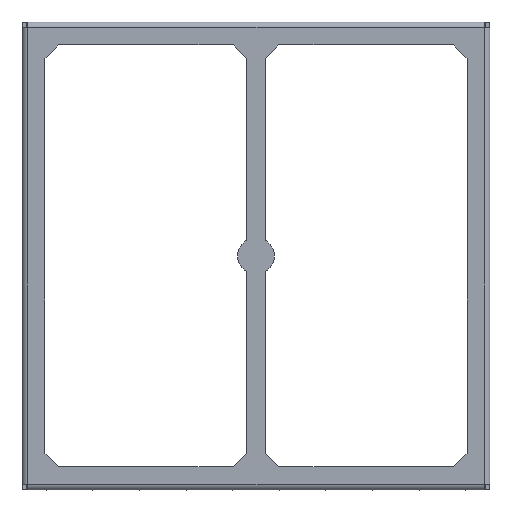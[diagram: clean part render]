
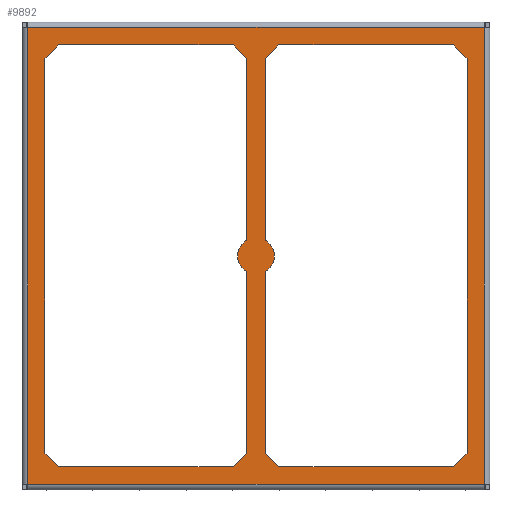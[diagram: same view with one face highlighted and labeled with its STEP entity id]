
A CAD part, top view. The second image highlights one B-rep face of the part: STEP entity #9892.
In plain terms, the highlighted planar face has unit normal (0, 0, 1).
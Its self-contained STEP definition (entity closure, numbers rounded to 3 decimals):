
#85=CIRCLE('',#10139,2.);
#109=CIRCLE('',#10182,2.);
#1842=ORIENTED_EDGE('',*,*,#3168,.F.);
#1843=ORIENTED_EDGE('',*,*,#3143,.T.);
#1844=ORIENTED_EDGE('',*,*,#3191,.F.);
#1845=ORIENTED_EDGE('',*,*,#3194,.T.);
#1846=ORIENTED_EDGE('',*,*,#3188,.F.);
#1847=ORIENTED_EDGE('',*,*,#3039,.F.);
#1848=ORIENTED_EDGE('',*,*,#3043,.F.);
#1849=ORIENTED_EDGE('',*,*,#3199,.T.);
#1850=ORIENTED_EDGE('',*,*,#3203,.F.);
#1851=ORIENTED_EDGE('',*,*,#3197,.T.);
#1852=ORIENTED_EDGE('',*,*,#3035,.F.);
#1853=ORIENTED_EDGE('',*,*,#3471,.T.);
#1854=ORIENTED_EDGE('',*,*,#3475,.F.);
#1855=ORIENTED_EDGE('',*,*,#3469,.T.);
#1856=ORIENTED_EDGE('',*,*,#3052,.F.);
#1857=ORIENTED_EDGE('',*,*,#2887,.T.);
#1858=ORIENTED_EDGE('',*,*,#2900,.F.);
#1859=ORIENTED_EDGE('',*,*,#3101,.T.);
#1860=ORIENTED_EDGE('',*,*,#3104,.F.);
#1861=ORIENTED_EDGE('',*,*,#3099,.F.);
#1862=ORIENTED_EDGE('',*,*,#3639,.T.);
#1863=ORIENTED_EDGE('',*,*,#3643,.T.);
#1864=ORIENTED_EDGE('',*,*,#3644,.T.);
#1865=ORIENTED_EDGE('',*,*,#3645,.T.);
#2887=EDGE_CURVE('',#3991,#3990,#4713,.T.);
#2900=EDGE_CURVE('',#4002,#3990,#4720,.T.);
#3035=EDGE_CURVE('',#4114,#4115,#4807,.T.);
#3039=EDGE_CURVE('',#4118,#4119,#85,.T.);
#3043=EDGE_CURVE('',#4121,#4118,#4813,.T.);
#3052=EDGE_CURVE('',#3991,#4129,#4820,.T.);
#3099=EDGE_CURVE('',#4115,#4163,#109,.T.);
#3101=EDGE_CURVE('',#4002,#4164,#4847,.T.);
#3104=EDGE_CURVE('',#4163,#4164,#4850,.T.);
#3143=EDGE_CURVE('',#4195,#4194,#4873,.T.);
#3168=EDGE_CURVE('',#4195,#4210,#4886,.T.);
#3188=EDGE_CURVE('',#4119,#4222,#4898,.T.);
#3191=EDGE_CURVE('',#4224,#4194,#4901,.T.);
#3194=EDGE_CURVE('',#4224,#4222,#4904,.T.);
#3197=EDGE_CURVE('',#4227,#4210,#4907,.T.);
#3199=EDGE_CURVE('',#4121,#4228,#4909,.T.);
#3203=EDGE_CURVE('',#4227,#4228,#4913,.T.);
#3469=EDGE_CURVE('',#4385,#4129,#5069,.T.);
#3471=EDGE_CURVE('',#4114,#4386,#5071,.T.);
#3475=EDGE_CURVE('',#4385,#4386,#5075,.T.);
#3639=EDGE_CURVE('',#4491,#4494,#5174,.T.);
#3643=EDGE_CURVE('',#4494,#4497,#5177,.T.);
#3644=EDGE_CURVE('',#4497,#4498,#5178,.T.);
#3645=EDGE_CURVE('',#4498,#4491,#5179,.T.);
#3990=VERTEX_POINT('',#13167);
#3991=VERTEX_POINT('',#13169);
#4002=VERTEX_POINT('',#13197);
#4114=VERTEX_POINT('',#13482);
#4115=VERTEX_POINT('',#13484);
#4118=VERTEX_POINT('',#13491);
#4119=VERTEX_POINT('',#13493);
#4121=VERTEX_POINT('',#13499);
#4129=VERTEX_POINT('',#13520);
#4163=VERTEX_POINT('',#13616);
#4164=VERTEX_POINT('',#13620);
#4194=VERTEX_POINT('',#13704);
#4195=VERTEX_POINT('',#13706);
#4210=VERTEX_POINT('',#13755);
#4222=VERTEX_POINT('',#13794);
#4224=VERTEX_POINT('',#13800);
#4227=VERTEX_POINT('',#13811);
#4228=VERTEX_POINT('',#13815);
#4385=VERTEX_POINT('',#14334);
#4386=VERTEX_POINT('',#14338);
#4491=VERTEX_POINT('',#14649);
#4494=VERTEX_POINT('',#14660);
#4497=VERTEX_POINT('',#14672);
#4498=VERTEX_POINT('',#14677);
#4713=LINE('',#13168,#5397);
#4720=LINE('',#13196,#5404);
#4807=LINE('',#13483,#5491);
#4813=LINE('',#13500,#5497);
#4820=LINE('',#13519,#5504);
#4847=LINE('',#13619,#5531);
#4850=LINE('',#13625,#5534);
#4873=LINE('',#13705,#5557);
#4886=LINE('',#13754,#5570);
#4898=LINE('',#13793,#5582);
#4901=LINE('',#13799,#5585);
#4904=LINE('',#13805,#5588);
#4907=LINE('',#13810,#5591);
#4909=LINE('',#13814,#5593);
#4913=LINE('',#13821,#5597);
#5069=LINE('',#14333,#5753);
#5071=LINE('',#14337,#5755);
#5075=LINE('',#14344,#5759);
#5174=LINE('',#14667,#5858);
#5177=LINE('',#14675,#5861);
#5178=LINE('',#14676,#5862);
#5179=LINE('',#14678,#5863);
#5397=VECTOR('',#10873,1000.);
#5404=VECTOR('',#10900,1000.);
#5491=VECTOR('',#11161,1000.);
#5497=VECTOR('',#11175,1000.);
#5504=VECTOR('',#11192,1000.);
#5531=VECTOR('',#11295,1000.);
#5534=VECTOR('',#11300,1000.);
#5557=VECTOR('',#11379,1000.);
#5570=VECTOR('',#11434,1000.);
#5582=VECTOR('',#11476,1000.);
#5585=VECTOR('',#11481,1000.);
#5588=VECTOR('',#11486,1000.);
#5591=VECTOR('',#11491,1000.);
#5593=VECTOR('',#11495,1000.);
#5597=VECTOR('',#11501,1000.);
#5753=VECTOR('',#12059,1000.);
#5755=VECTOR('',#12063,1000.);
#5759=VECTOR('',#12069,1000.);
#5858=VECTOR('',#12400,1000.);
#5861=VECTOR('',#12409,1000.);
#5862=VECTOR('',#12410,1000.);
#5863=VECTOR('',#12411,1000.);
#6314=EDGE_LOOP('',(#1842,#1843,#1844,#1845,#1846,#1847,#1848,#1849,#1850,
#1851));
#6315=EDGE_LOOP('',(#1852,#1853,#1854,#1855,#1856,#1857,#1858,#1859,#1860,
#1861));
#6316=EDGE_LOOP('',(#1862,#1863,#1864,#1865));
#6696=FACE_BOUND('',#6314,.T.);
#6697=FACE_BOUND('',#6315,.T.);
#6698=FACE_BOUND('',#6316,.T.);
#6931=PLANE('',#10575);
#9892=ADVANCED_FACE('',(#6696,#6697,#6698),#6931,.T.);
#10139=AXIS2_PLACEMENT_3D('',#13492,#11168,#11169);
#10182=AXIS2_PLACEMENT_3D('',#13615,#11290,#11291);
#10575=AXIS2_PLACEMENT_3D('',#14674,#12407,#12408);
#10873=DIRECTION('',(-0.707,-0.707,0.));
#10900=DIRECTION('',(1.,0.,0.));
#11161=DIRECTION('',(0.,-1.,0.));
#11168=DIRECTION('',(0.,0.,-1.));
#11169=DIRECTION('',(1.,0.,0.));
#11175=DIRECTION('',(0.,1.,0.));
#11192=DIRECTION('',(0.,1.,0.));
#11290=DIRECTION('',(0.,0.,-1.));
#11291=DIRECTION('',(1.,0.,0.));
#11295=DIRECTION('',(-0.707,0.707,0.));
#11300=DIRECTION('',(0.,-1.,0.));
#11379=DIRECTION('',(0.707,0.707,0.));
#11434=DIRECTION('',(0.,-1.,0.));
#11476=DIRECTION('',(0.,1.,0.));
#11481=DIRECTION('',(-1.,0.,0.));
#11486=DIRECTION('',(0.707,-0.707,0.));
#11491=DIRECTION('',(-0.707,0.707,0.));
#11495=DIRECTION('',(-0.707,-0.707,0.));
#11501=DIRECTION('',(1.,0.,0.));
#12059=DIRECTION('',(0.707,-0.707,0.));
#12063=DIRECTION('',(0.707,0.707,0.));
#12069=DIRECTION('',(-1.,0.,0.));
#12400=DIRECTION('',(-1.,0.,0.));
#12407=DIRECTION('',(0.,0.,1.));
#12408=DIRECTION('',(1.,0.,0.));
#12409=DIRECTION('',(0.,-1.,0.));
#12410=DIRECTION('',(1.,0.,0.));
#12411=DIRECTION('',(0.,1.,0.));
#13167=CARTESIAN_POINT('',(46.4,1.9,0.));
#13168=CARTESIAN_POINT('',(47.9,3.4,0.));
#13169=CARTESIAN_POINT('',(47.9,3.4,0.));
#13196=CARTESIAN_POINT('',(16.9,1.9,0.));
#13197=CARTESIAN_POINT('',(27.4,1.9,0.));
#13482=CARTESIAN_POINT('',(25.9,46.4,0.));
#13483=CARTESIAN_POINT('',(25.9,27.191,0.));
#13484=CARTESIAN_POINT('',(25.9,26.632,0.));
#13491=CARTESIAN_POINT('',(23.9,23.168,0.));
#13492=CARTESIAN_POINT('',(24.9,24.9,0.));
#13493=CARTESIAN_POINT('',(23.9,26.632,0.));
#13499=CARTESIAN_POINT('',(23.9,3.4,0.));
#13500=CARTESIAN_POINT('',(23.9,22.609,0.));
#13519=CARTESIAN_POINT('',(47.9,31.9,0.));
#13520=CARTESIAN_POINT('',(47.9,46.4,0.));
#13615=CARTESIAN_POINT('',(24.9,24.9,0.));
#13616=CARTESIAN_POINT('',(25.9,23.168,0.));
#13619=CARTESIAN_POINT('',(25.9,3.4,0.));
#13620=CARTESIAN_POINT('',(25.9,3.4,0.));
#13625=CARTESIAN_POINT('',(25.9,1.9,0.));
#13704=CARTESIAN_POINT('',(3.4,47.9,0.));
#13705=CARTESIAN_POINT('',(1.9,46.4,0.));
#13706=CARTESIAN_POINT('',(1.9,46.4,0.));
#13754=CARTESIAN_POINT('',(1.9,37.9,0.));
#13755=CARTESIAN_POINT('',(1.9,3.4,0.));
#13793=CARTESIAN_POINT('',(23.9,47.9,0.));
#13794=CARTESIAN_POINT('',(23.9,46.4,0.));
#13799=CARTESIAN_POINT('',(22.9,47.9,0.));
#13800=CARTESIAN_POINT('',(22.4,47.9,0.));
#13805=CARTESIAN_POINT('',(23.9,46.4,0.));
#13810=CARTESIAN_POINT('',(3.4,1.9,0.));
#13811=CARTESIAN_POINT('',(3.4,1.9,0.));
#13814=CARTESIAN_POINT('',(22.4,1.9,0.));
#13815=CARTESIAN_POINT('',(22.4,1.9,0.));
#13821=CARTESIAN_POINT('',(16.9,1.9,0.));
#14333=CARTESIAN_POINT('',(46.4,47.9,0.));
#14334=CARTESIAN_POINT('',(46.4,47.9,0.));
#14337=CARTESIAN_POINT('',(27.4,47.9,0.));
#14338=CARTESIAN_POINT('',(27.4,47.9,0.));
#14344=CARTESIAN_POINT('',(22.9,47.9,0.));
#14649=CARTESIAN_POINT('',(49.8,49.8,0.));
#14660=CARTESIAN_POINT('',(0.,49.8,0.));
#14667=CARTESIAN_POINT('',(10.,49.8,0.));
#14672=CARTESIAN_POINT('',(0.,0.,0.));
#14674=CARTESIAN_POINT('',(9.4,29.4,0.));
#14675=CARTESIAN_POINT('',(0.,30.,0.));
#14676=CARTESIAN_POINT('',(29.8,0.,0.));
#14677=CARTESIAN_POINT('',(49.8,0.,0.));
#14678=CARTESIAN_POINT('',(49.8,39.8,0.));
